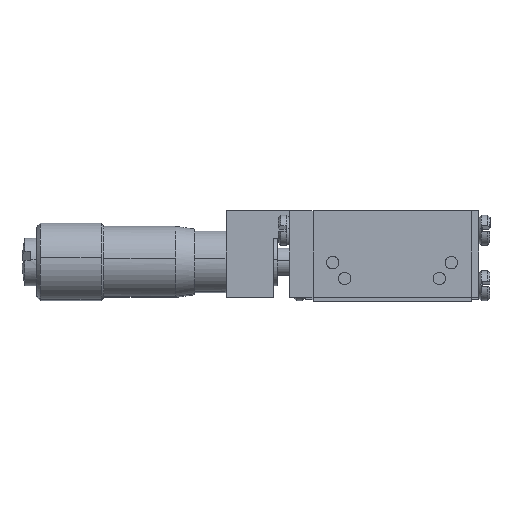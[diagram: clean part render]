
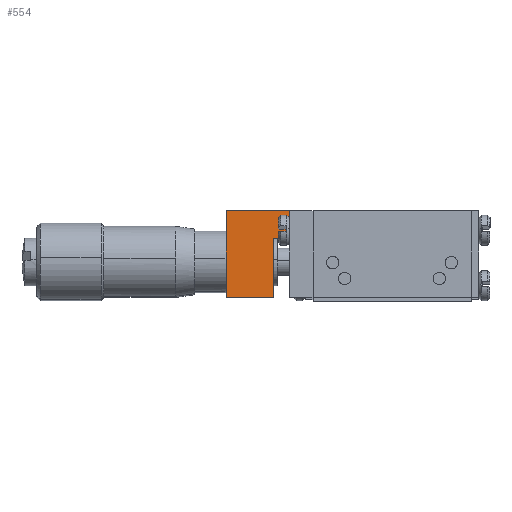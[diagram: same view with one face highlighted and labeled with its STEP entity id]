
A CAD part, left-side view. The second image highlights one B-rep face of the part: STEP entity #554.
In plain terms, the highlighted free-form (B-spline) face has degree [1, 1] with [2, 2] control points.
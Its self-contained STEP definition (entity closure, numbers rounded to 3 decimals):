
#554=ADVANCED_FACE('',(#896),#11400,.T.);
#896=FACE_OUTER_BOUND('',#1303,.T.);
#1303=EDGE_LOOP('',(#2731,#2732,#2733,#2734,#2735,#2736));
#2731=ORIENTED_EDGE('',*,*,#9657,.F.);
#2732=ORIENTED_EDGE('',*,*,#9677,.T.);
#2733=ORIENTED_EDGE('',*,*,#9678,.T.);
#2734=ORIENTED_EDGE('',*,*,#9679,.T.);
#2735=ORIENTED_EDGE('',*,*,#9680,.T.);
#2736=ORIENTED_EDGE('',*,*,#9675,.F.);
#4398=PCURVE('',#11397,#6096);
#4426=PCURVE('',#11399,#6124);
#4429=PCURVE('',#11400,#6127);
#4430=PCURVE('',#11400,#6128);
#4431=PCURVE('',#11400,#6129);
#4432=PCURVE('',#11400,#6130);
#4433=PCURVE('',#11400,#6131);
#4434=PCURVE('',#11400,#6132);
#4438=PCURVE('',#11401,#6136);
#4486=PCURVE('',#11406,#6184);
#4505=PCURVE('',#11410,#6203);
#4512=PCURVE('',#11411,#6210);
#6096=DEFINITIONAL_REPRESENTATION('',(#7781),#23541);
#6124=DEFINITIONAL_REPRESENTATION('',(#7818),#23541);
#6127=DEFINITIONAL_REPRESENTATION('',(#7822),#23541);
#6128=DEFINITIONAL_REPRESENTATION('',(#7824),#23541);
#6129=DEFINITIONAL_REPRESENTATION('',(#7826),#23541);
#6130=DEFINITIONAL_REPRESENTATION('',(#7828),#23541);
#6131=DEFINITIONAL_REPRESENTATION('',(#7830),#23541);
#6132=DEFINITIONAL_REPRESENTATION('',(#7831),#23541);
#6136=DEFINITIONAL_REPRESENTATION('',(#7836),#23541);
#6184=DEFINITIONAL_REPRESENTATION('',(#7896),#23541);
#6203=DEFINITIONAL_REPRESENTATION('',(#7921),#23541);
#6210=DEFINITIONAL_REPRESENTATION('',(#7928),#23541);
#7780=B_SPLINE_CURVE_WITH_KNOTS('',1,(#21059,#21060),.UNSPECIFIED.,.F.,
 .F.,(2,2),(-7.5,0.),.UNSPECIFIED.);
#7781=B_SPLINE_CURVE_WITH_KNOTS('',1,(#21061,#21062),.UNSPECIFIED.,.F.,
 .F.,(2,2),(-7.5,0.),.UNSPECIFIED.);
#7817=B_SPLINE_CURVE_WITH_KNOTS('',1,(#21216,#21217),.UNSPECIFIED.,.F.,
 .F.,(2,2),(0.,6.),.UNSPECIFIED.);
#7818=B_SPLINE_CURVE_WITH_KNOTS('',1,(#21218,#21219),.UNSPECIFIED.,.F.,
 .F.,(2,2),(0.,6.),.UNSPECIFIED.);
#7822=B_SPLINE_CURVE_WITH_KNOTS('',1,(#21226,#21227),.UNSPECIFIED.,.F.,
 .F.,(2,2),(-7.5,0.),.UNSPECIFIED.);
#7823=B_SPLINE_CURVE_WITH_KNOTS('',1,(#21228,#21229),.UNSPECIFIED.,.F.,
 .F.,(2,2),(0.,2.),.UNSPECIFIED.);
#7824=B_SPLINE_CURVE_WITH_KNOTS('',1,(#21230,#21231),.UNSPECIFIED.,.F.,
 .F.,(2,2),(0.,2.),.UNSPECIFIED.);
#7825=B_SPLINE_CURVE_WITH_KNOTS('',1,(#21232,#21233),.UNSPECIFIED.,.F.,
 .F.,(2,2),(-3.5,0.),.UNSPECIFIED.);
#7826=B_SPLINE_CURVE_WITH_KNOTS('',1,(#21234,#21235),.UNSPECIFIED.,.F.,
 .F.,(2,2),(-3.5,0.),.UNSPECIFIED.);
#7827=B_SPLINE_CURVE_WITH_KNOTS('',1,(#21236,#21237),.UNSPECIFIED.,.F.,
 .F.,(2,2),(0.,8.),.UNSPECIFIED.);
#7828=B_SPLINE_CURVE_WITH_KNOTS('',1,(#21238,#21239),.UNSPECIFIED.,.F.,
 .F.,(2,2),(0.,8.),.UNSPECIFIED.);
#7829=B_SPLINE_CURVE_WITH_KNOTS('',1,(#21240,#21241),.UNSPECIFIED.,.F.,
 .F.,(2,2),(0.,11.),.UNSPECIFIED.);
#7830=B_SPLINE_CURVE_WITH_KNOTS('',1,(#21242,#21243),.UNSPECIFIED.,.F.,
 .F.,(2,2),(0.,11.),.UNSPECIFIED.);
#7831=B_SPLINE_CURVE_WITH_KNOTS('',1,(#21244,#21245),.UNSPECIFIED.,.F.,
 .F.,(2,2),(0.,6.),.UNSPECIFIED.);
#7836=B_SPLINE_CURVE_WITH_KNOTS('',1,(#21254,#21255),.UNSPECIFIED.,.F.,
 .F.,(2,2),(0.,11.),.UNSPECIFIED.);
#7896=B_SPLINE_CURVE_WITH_KNOTS('',1,(#21462,#21463),.UNSPECIFIED.,.F.,
 .F.,(2,2),(0.,2.),.UNSPECIFIED.);
#7921=B_SPLINE_CURVE_WITH_KNOTS('',1,(#21512,#21513),.UNSPECIFIED.,.F.,
 .F.,(2,2),(0.,8.),.UNSPECIFIED.);
#7928=B_SPLINE_CURVE_WITH_KNOTS('',1,(#21536,#21537),.UNSPECIFIED.,.F.,
 .F.,(2,2),(-3.5,0.),.UNSPECIFIED.);
#8808=SURFACE_CURVE('',#7780,(#4398,#4429),.PCURVE_S1.);
#8826=SURFACE_CURVE('',#7817,(#4426,#4434),.PCURVE_S1.);
#8828=SURFACE_CURVE('',#7823,(#4430,#4486),.PCURVE_S1.);
#8829=SURFACE_CURVE('',#7825,(#4431,#4512),.PCURVE_S1.);
#8830=SURFACE_CURVE('',#7827,(#4432,#4505),.PCURVE_S1.);
#8831=SURFACE_CURVE('',#7829,(#4433,#4438),.PCURVE_S1.);
#9657=EDGE_CURVE('',#11156,#11157,#8808,.T.);
#9675=EDGE_CURVE('',#11157,#11169,#8826,.T.);
#9677=EDGE_CURVE('',#11156,#11170,#8828,.T.);
#9678=EDGE_CURVE('',#11170,#11171,#8829,.T.);
#9679=EDGE_CURVE('',#11171,#11172,#8830,.T.);
#9680=EDGE_CURVE('',#11172,#11169,#8831,.T.);
#11156=VERTEX_POINT('',#20894);
#11157=VERTEX_POINT('',#20895);
#11169=VERTEX_POINT('',#20907);
#11170=VERTEX_POINT('',#20908);
#11171=VERTEX_POINT('',#20909);
#11172=VERTEX_POINT('',#20910);
#11397=B_SPLINE_SURFACE_WITH_KNOTS('',1,1,((#20676,#20677),(#20678,#20679)),
 .UNSPECIFIED.,.F.,.F.,.F.,(2,2),(2,2),(-11.966,0.),
(0.06,10.435),.UNSPECIFIED.);
#11399=B_SPLINE_SURFACE_WITH_KNOTS('',1,1,((#20756,#20757),(#20758,#20759)),
 .UNSPECIFIED.,.F.,.F.,.F.,(2,2),(2,2),(0.,11.065),
(-7.44,0.),.UNSPECIFIED.);
#11400=B_SPLINE_SURFACE_WITH_KNOTS('',1,1,((#20760,#20761),(#20762,#20763)),
 .UNSPECIFIED.,.F.,.F.,.F.,(2,2),(2,2),(-13.465,0.),
(0.,9.84),.UNSPECIFIED.);
#11401=B_SPLINE_SURFACE_WITH_KNOTS('',1,1,((#20764,#20765),(#20766,#20767)),
 .UNSPECIFIED.,.F.,.F.,.F.,(2,2),(2,2),(0.,12.429),
(0.062,14.612),.UNSPECIFIED.);
#11406=B_SPLINE_SURFACE_WITH_KNOTS('',1,1,((#20856,#20857),(#20858,#20859)),
 .UNSPECIFIED.,.F.,.F.,.F.,(2,2),(2,2),(0.,16.705),
(-6.24,0.),.UNSPECIFIED.);
#11410=B_SPLINE_SURFACE_WITH_KNOTS('',1,1,((#20872,#20873),(#20874,#20875)),
 .UNSPECIFIED.,.F.,.F.,.F.,(2,2),(2,2),(-29.665,0.),
(0.,13.44),.UNSPECIFIED.);
#11411=B_SPLINE_SURFACE_WITH_KNOTS('',1,1,((#20876,#20877),(#20878,#20879)),
 .UNSPECIFIED.,.F.,.F.,.F.,(2,2),(2,2),(0.,9.946),
(0.05,14.434),.UNSPECIFIED.);
#20676=CARTESIAN_POINT('',(-15.898,-2.676,-5.));
#20677=CARTESIAN_POINT('',(-15.898,7.699,-5.));
#20678=CARTESIAN_POINT('',(-3.932,-2.676,-5.));
#20679=CARTESIAN_POINT('',(-3.932,7.699,-5.));
#20756=CARTESIAN_POINT('',(-4.003,-0.606,-4.28));
#20757=CARTESIAN_POINT('',(-4.003,-0.606,-11.72));
#20758=CARTESIAN_POINT('',(-15.001,-1.825,-4.28));
#20759=CARTESIAN_POINT('',(-15.001,-1.825,-11.72));
#20760=CARTESIAN_POINT('',(-15.323,10.446,-11.92));
#20761=CARTESIAN_POINT('',(-15.323,10.446,-2.08));
#20762=CARTESIAN_POINT('',(-13.839,-2.936,-11.92));
#20763=CARTESIAN_POINT('',(-13.839,-2.936,-2.08));
#20764=CARTESIAN_POINT('',(-3.893,-3.024,-11.));
#20765=CARTESIAN_POINT('',(-3.893,11.526,-11.));
#20766=CARTESIAN_POINT('',(-16.323,-3.024,-11.));
#20767=CARTESIAN_POINT('',(-16.323,11.526,-11.));
#20856=CARTESIAN_POINT('',(-2.027,7.159,0.62));
#20857=CARTESIAN_POINT('',(-2.027,7.159,-5.62));
#20858=CARTESIAN_POINT('',(-18.63,5.318,0.62));
#20859=CARTESIAN_POINT('',(-18.63,5.318,-5.62));
#20872=CARTESIAN_POINT('',(-25.456,8.083,1.22));
#20873=CARTESIAN_POINT('',(-25.456,8.083,-12.22));
#20874=CARTESIAN_POINT('',(4.028,11.352,1.22));
#20875=CARTESIAN_POINT('',(4.028,11.352,-12.22));
#20876=CARTESIAN_POINT('',(-13.872,-3.864,-3.));
#20877=CARTESIAN_POINT('',(-13.872,10.52,-3.));
#20878=CARTESIAN_POINT('',(-23.818,-3.864,-3.));
#20879=CARTESIAN_POINT('',(-23.818,10.52,-3.));
#20894=CARTESIAN_POINT('',(-14.801,5.743,-5.));
#20895=CARTESIAN_POINT('',(-13.974,-1.711,-5.));
#20907=CARTESIAN_POINT('',(-13.974,-1.711,-11.));
#20908=CARTESIAN_POINT('',(-14.801,5.743,-3.));
#20909=CARTESIAN_POINT('',(-15.187,9.221,-3.));
#20910=CARTESIAN_POINT('',(-15.187,9.221,-11.));
#21059=CARTESIAN_POINT('',(-14.801,5.743,-5.));
#21060=CARTESIAN_POINT('',(-13.974,-1.711,-5.));
#21061=CARTESIAN_POINT('',(-10.869,8.479));
#21062=CARTESIAN_POINT('',(-10.042,1.024));
#21216=CARTESIAN_POINT('',(-13.974,-1.711,-5.));
#21217=CARTESIAN_POINT('',(-13.974,-1.711,-11.));
#21218=CARTESIAN_POINT('',(10.032,-6.72));
#21219=CARTESIAN_POINT('',(10.032,-0.72));
#21226=CARTESIAN_POINT('',(-8.732,6.92));
#21227=CARTESIAN_POINT('',(-1.232,6.92));
#21228=CARTESIAN_POINT('',(-14.801,5.743,-5.));
#21229=CARTESIAN_POINT('',(-14.801,5.743,-3.));
#21230=CARTESIAN_POINT('',(-8.732,6.92));
#21231=CARTESIAN_POINT('',(-8.732,8.92));
#21232=CARTESIAN_POINT('',(-14.801,5.743,-3.));
#21233=CARTESIAN_POINT('',(-15.187,9.221,-3.));
#21234=CARTESIAN_POINT('',(-8.732,8.92));
#21235=CARTESIAN_POINT('',(-12.232,8.92));
#21236=CARTESIAN_POINT('',(-15.187,9.221,-3.));
#21237=CARTESIAN_POINT('',(-15.187,9.221,-11.));
#21238=CARTESIAN_POINT('',(-12.232,8.92));
#21239=CARTESIAN_POINT('',(-12.232,0.92));
#21240=CARTESIAN_POINT('',(-15.187,9.221,-11.));
#21241=CARTESIAN_POINT('',(-13.974,-1.711,-11.));
#21242=CARTESIAN_POINT('',(-12.232,0.92));
#21243=CARTESIAN_POINT('',(-1.232,0.92));
#21244=CARTESIAN_POINT('',(-1.232,6.92));
#21245=CARTESIAN_POINT('',(-1.232,0.92));
#21254=CARTESIAN_POINT('',(11.293,12.307));
#21255=CARTESIAN_POINT('',(10.081,1.374));
#21462=CARTESIAN_POINT('',(12.852,-0.62));
#21463=CARTESIAN_POINT('',(12.852,-2.62));
#21512=CARTESIAN_POINT('',(-19.332,4.22));
#21513=CARTESIAN_POINT('',(-19.332,12.22));
#21536=CARTESIAN_POINT('',(0.929,9.657));
#21537=CARTESIAN_POINT('',(1.314,13.135));
#23541=(
GEOMETRIC_REPRESENTATION_CONTEXT(2)
PARAMETRIC_REPRESENTATION_CONTEXT()
REPRESENTATION_CONTEXT('pspace','')
);
